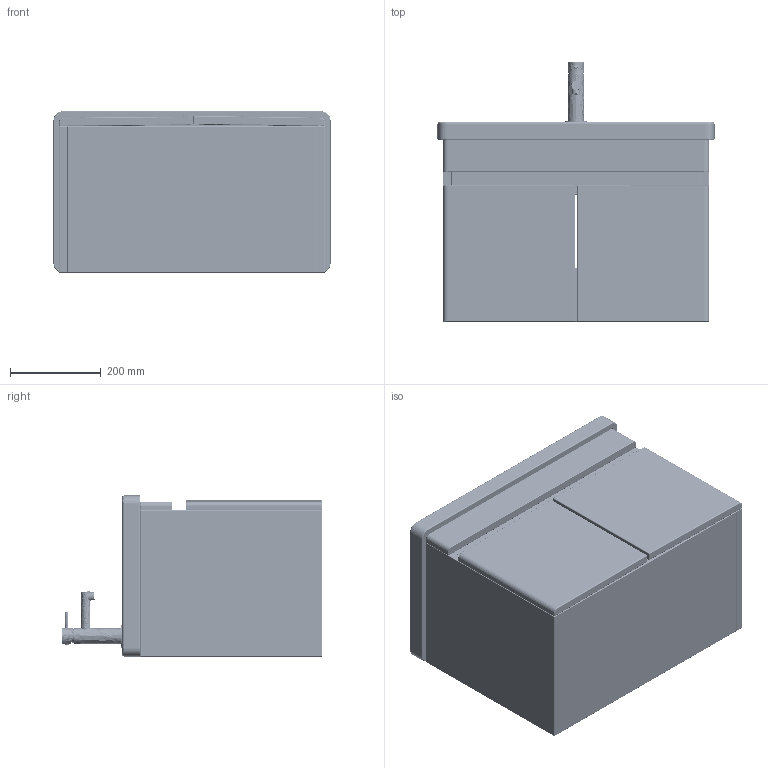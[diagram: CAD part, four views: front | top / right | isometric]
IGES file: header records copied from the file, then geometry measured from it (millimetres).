
Start section: SolidWorks IGES file using analytic representation for surfaces
Global section: file name: AIR 60cm WM.IGS; native system: SolidWorks 2019; preprocessor: SolidWorks 2019; author: Jorge; date: 190326.102310; units: millimetre
Bounding box: 610 x 572.17 x 355 mm (x, y, z)
Surface area: 2569727.2 mm2 (no closed solid volume)
Topology: 0 solids, 0 shells, 11215 faces, 110119 edges, 109805 vertices
Faces by surface type: bspline 7047, revolution 4168
